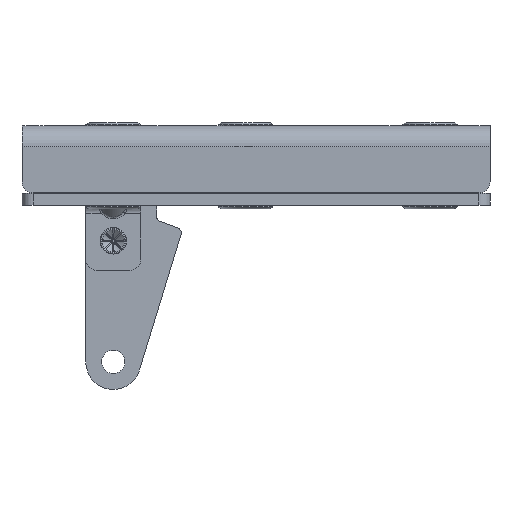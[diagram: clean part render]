
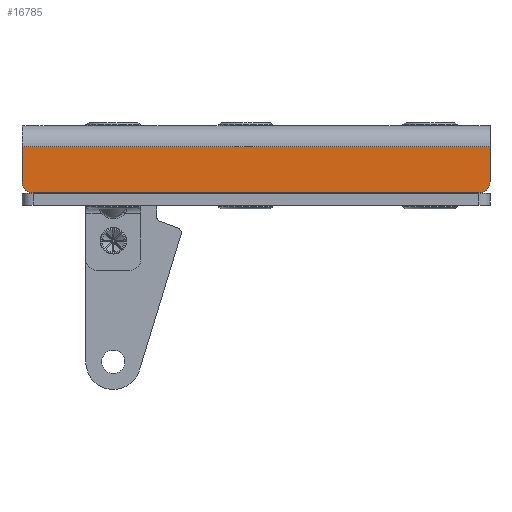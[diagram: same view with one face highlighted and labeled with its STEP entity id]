
A CAD part, front view. The second image highlights one B-rep face of the part: STEP entity #16785.
In plain terms, the highlighted planar face has unit normal (0, -1, 0).
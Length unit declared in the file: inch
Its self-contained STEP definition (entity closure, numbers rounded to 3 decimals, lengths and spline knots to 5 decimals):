
#140=PLANE('',#17846);
#1618=FACE_OUTER_BOUND('',#2545,.T.);
#2545=EDGE_LOOP('',(#11979,#11980,#11981,#11982,#11983,#11984));
#3584=CIRCLE('',#17847,0.125);
#3585=CIRCLE('',#17848,0.125);
#4242=LINE('',#27304,#5691);
#4247=LINE('',#27315,#5696);
#4248=LINE('',#27317,#5697);
#4249=LINE('',#27321,#5698);
#5691=VECTOR('',#19545,0.3937);
#5696=VECTOR('',#19554,0.3937);
#5697=VECTOR('',#19555,0.3937);
#5698=VECTOR('',#19558,0.3937);
#7290=VERTEX_POINT('',#27300);
#7292=VERTEX_POINT('',#27303);
#7296=VERTEX_POINT('',#27314);
#7297=VERTEX_POINT('',#27316);
#7298=VERTEX_POINT('',#27318);
#7299=VERTEX_POINT('',#27320);
#9128=EDGE_CURVE('',#7290,#7292,#4242,.T.);
#9134=EDGE_CURVE('',#7296,#7290,#4247,.T.);
#9135=EDGE_CURVE('',#7296,#7297,#4248,.T.);
#9136=EDGE_CURVE('',#7298,#7297,#3584,.T.);
#9137=EDGE_CURVE('',#7299,#7298,#4249,.T.);
#9138=EDGE_CURVE('',#7292,#7299,#3585,.T.);
#11979=ORIENTED_EDGE('',*,*,#9134,.F.);
#11980=ORIENTED_EDGE('',*,*,#9135,.T.);
#11981=ORIENTED_EDGE('',*,*,#9136,.F.);
#11982=ORIENTED_EDGE('',*,*,#9137,.F.);
#11983=ORIENTED_EDGE('',*,*,#9138,.F.);
#11984=ORIENTED_EDGE('',*,*,#9128,.F.);
#16785=ADVANCED_FACE('',(#1618),#140,.T.);
#17846=AXIS2_PLACEMENT_3D('',#27313,#19552,#19553);
#17847=AXIS2_PLACEMENT_3D('',#27319,#19556,#19557);
#17848=AXIS2_PLACEMENT_3D('',#27322,#19559,#19560);
#19545=DIRECTION('',(0.,0.,-1.));
#19552=DIRECTION('center_axis',(0.,-1.,0.));
#19553=DIRECTION('ref_axis',(0.,0.,-1.));
#19554=DIRECTION('',(1.,0.,0.));
#19555=DIRECTION('',(0.,0.,-1.));
#19556=DIRECTION('center_axis',(0.,1.,0.));
#19557=DIRECTION('ref_axis',(-0.707,0.,-0.707));
#19558=DIRECTION('',(-1.,0.,0.));
#19559=DIRECTION('center_axis',(0.,1.,0.));
#19560=DIRECTION('ref_axis',(0.707,0.,-0.707));
#27300=CARTESIAN_POINT('',(1.7316,-1.1415,0.531));
#27303=CARTESIAN_POINT('',(1.7316,-1.1415,0.131));
#27304=CARTESIAN_POINT('',(1.7316,-1.1415,0.7655));
#27313=CARTESIAN_POINT('Origin',(-3.5809,-1.1415,0.7655));
#27314=CARTESIAN_POINT('',(-3.5809,-1.1415,0.531));
#27315=CARTESIAN_POINT('',(-2.22634,-1.1415,0.531));
#27316=CARTESIAN_POINT('',(-3.5809,-1.1415,0.131));
#27317=CARTESIAN_POINT('',(-3.5809,-1.1415,0.7655));
#27318=CARTESIAN_POINT('',(-3.4559,-1.1415,0.006));
#27319=CARTESIAN_POINT('Origin',(-3.4559,-1.1415,0.131));
#27320=CARTESIAN_POINT('',(1.6066,-1.1415,0.006));
#27321=CARTESIAN_POINT('',(1.7316,-1.1415,0.006));
#27322=CARTESIAN_POINT('Origin',(1.6066,-1.1415,0.131));
